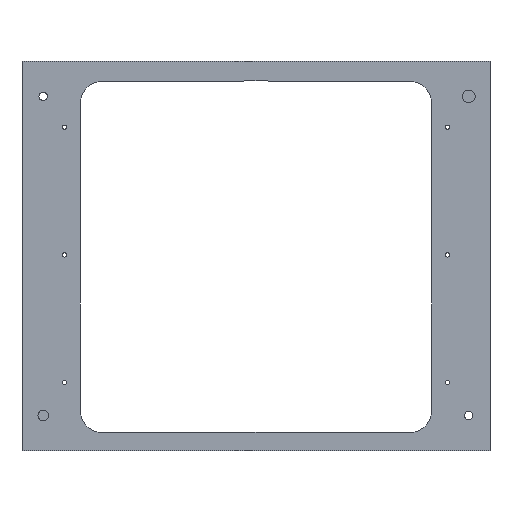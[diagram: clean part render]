
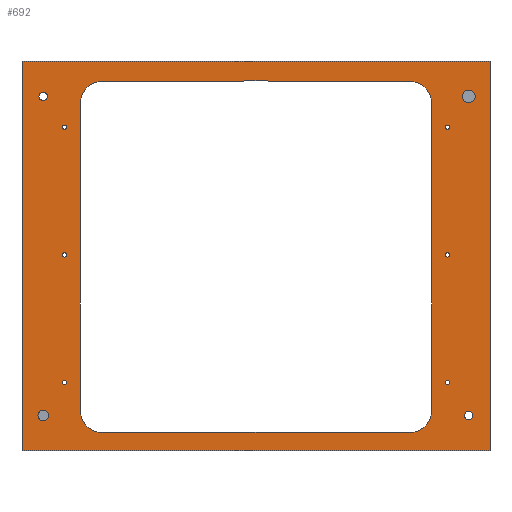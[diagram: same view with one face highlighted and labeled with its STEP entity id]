
A CAD part, front view. The second image highlights one B-rep face of the part: STEP entity #692.
In plain terms, the highlighted planar face has unit normal (0, -1, 0).
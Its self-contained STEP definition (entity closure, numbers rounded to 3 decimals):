
#19=FACE_BOUND('',#110,.T.);
#20=FACE_BOUND('',#111,.T.);
#21=FACE_BOUND('',#112,.T.);
#22=FACE_BOUND('',#113,.T.);
#23=FACE_BOUND('',#114,.T.);
#24=FACE_BOUND('',#115,.T.);
#25=FACE_BOUND('',#116,.T.);
#26=FACE_BOUND('',#117,.T.);
#27=FACE_BOUND('',#118,.T.);
#28=FACE_BOUND('',#119,.T.);
#29=FACE_BOUND('',#120,.T.);
#49=PLANE('',#753);
#74=FACE_OUTER_BOUND('',#109,.T.);
#109=EDGE_LOOP('',(#551,#552,#553,#554));
#110=EDGE_LOOP('',(#555));
#111=EDGE_LOOP('',(#556));
#112=EDGE_LOOP('',(#557));
#113=EDGE_LOOP('',(#558));
#114=EDGE_LOOP('',(#559));
#115=EDGE_LOOP('',(#560));
#116=EDGE_LOOP('',(#561));
#117=EDGE_LOOP('',(#562));
#118=EDGE_LOOP('',(#563));
#119=EDGE_LOOP('',(#564));
#120=EDGE_LOOP('',(#565,#566,#567,#568,#569,#570,#571,#572,#573,#574));
#151=LINE('',#1010,#217);
#153=LINE('',#1016,#219);
#161=LINE('',#1030,#227);
#162=LINE('',#1032,#228);
#172=LINE('',#1053,#238);
#176=LINE('',#1062,#242);
#181=LINE('',#1076,#247);
#188=LINE('',#1099,#254);
#195=LINE('',#1114,#261);
#217=VECTOR('',#808,10.);
#219=VECTOR('',#812,10.);
#227=VECTOR('',#822,10.);
#228=VECTOR('',#825,10.);
#238=VECTOR('',#837,10.);
#242=VECTOR('',#843,10.);
#247=VECTOR('',#856,10.);
#254=VECTOR('',#877,10.);
#261=VECTOR('',#892,10.);
#279=CIRCLE('',#727,3.);
#282=CIRCLE('',#737,10.);
#284=CIRCLE('',#741,10.);
#286=CIRCLE('',#744,10.);
#288=CIRCLE('',#748,10.);
#290=CIRCLE('',#754,2.5);
#291=CIRCLE('',#755,1.);
#292=CIRCLE('',#756,1.);
#293=CIRCLE('',#757,1.);
#294=CIRCLE('',#758,1.);
#295=CIRCLE('',#759,1.);
#296=CIRCLE('',#760,2.);
#297=CIRCLE('',#761,2.);
#298=CIRCLE('',#762,1.);
#299=CIRCLE('',#763,82.5);
#309=VERTEX_POINT('',#997);
#312=VERTEX_POINT('',#1004);
#314=VERTEX_POINT('',#1008);
#315=VERTEX_POINT('',#1012);
#317=VERTEX_POINT('',#1015);
#331=VERTEX_POINT('',#1050);
#332=VERTEX_POINT('',#1052);
#335=VERTEX_POINT('',#1059);
#336=VERTEX_POINT('',#1061);
#340=VERTEX_POINT('',#1071);
#341=VERTEX_POINT('',#1075);
#344=VERTEX_POINT('',#1083);
#347=VERTEX_POINT('',#1090);
#348=VERTEX_POINT('',#1092);
#350=VERTEX_POINT('',#1098);
#355=VERTEX_POINT('',#1122);
#356=VERTEX_POINT('',#1124);
#357=VERTEX_POINT('',#1126);
#358=VERTEX_POINT('',#1128);
#359=VERTEX_POINT('',#1130);
#360=VERTEX_POINT('',#1132);
#361=VERTEX_POINT('',#1134);
#362=VERTEX_POINT('',#1136);
#363=VERTEX_POINT('',#1138);
#373=EDGE_CURVE('',#309,#309,#279,.T.);
#379=EDGE_CURVE('',#312,#314,#151,.T.);
#381=EDGE_CURVE('',#317,#315,#153,.T.);
#389=EDGE_CURVE('',#314,#317,#161,.T.);
#390=EDGE_CURVE('',#315,#312,#162,.T.);
#400=EDGE_CURVE('',#332,#331,#172,.T.);
#404=EDGE_CURVE('',#336,#335,#176,.T.);
#409=EDGE_CURVE('',#340,#332,#282,.T.);
#411=EDGE_CURVE('',#341,#340,#181,.T.);
#415=EDGE_CURVE('',#344,#341,#284,.T.);
#419=EDGE_CURVE('',#348,#347,#286,.T.);
#422=EDGE_CURVE('',#350,#348,#188,.T.);
#425=EDGE_CURVE('',#335,#350,#288,.T.);
#431=EDGE_CURVE('',#347,#344,#195,.T.);
#436=EDGE_CURVE('',#355,#355,#290,.T.);
#437=EDGE_CURVE('',#356,#356,#291,.T.);
#438=EDGE_CURVE('',#357,#357,#292,.T.);
#439=EDGE_CURVE('',#358,#358,#293,.T.);
#440=EDGE_CURVE('',#359,#359,#294,.T.);
#441=EDGE_CURVE('',#360,#360,#295,.T.);
#442=EDGE_CURVE('',#361,#361,#296,.T.);
#443=EDGE_CURVE('',#362,#362,#297,.T.);
#444=EDGE_CURVE('',#363,#363,#298,.T.);
#445=EDGE_CURVE('',#331,#336,#299,.T.);
#551=ORIENTED_EDGE('',*,*,#379,.T.);
#552=ORIENTED_EDGE('',*,*,#389,.T.);
#553=ORIENTED_EDGE('',*,*,#381,.T.);
#554=ORIENTED_EDGE('',*,*,#390,.T.);
#555=ORIENTED_EDGE('',*,*,#436,.T.);
#556=ORIENTED_EDGE('',*,*,#373,.T.);
#557=ORIENTED_EDGE('',*,*,#437,.T.);
#558=ORIENTED_EDGE('',*,*,#438,.T.);
#559=ORIENTED_EDGE('',*,*,#439,.T.);
#560=ORIENTED_EDGE('',*,*,#440,.T.);
#561=ORIENTED_EDGE('',*,*,#441,.T.);
#562=ORIENTED_EDGE('',*,*,#442,.T.);
#563=ORIENTED_EDGE('',*,*,#443,.T.);
#564=ORIENTED_EDGE('',*,*,#444,.T.);
#565=ORIENTED_EDGE('',*,*,#404,.T.);
#566=ORIENTED_EDGE('',*,*,#425,.T.);
#567=ORIENTED_EDGE('',*,*,#422,.T.);
#568=ORIENTED_EDGE('',*,*,#419,.T.);
#569=ORIENTED_EDGE('',*,*,#431,.T.);
#570=ORIENTED_EDGE('',*,*,#415,.T.);
#571=ORIENTED_EDGE('',*,*,#411,.T.);
#572=ORIENTED_EDGE('',*,*,#409,.T.);
#573=ORIENTED_EDGE('',*,*,#400,.T.);
#574=ORIENTED_EDGE('',*,*,#445,.T.);
#692=ADVANCED_FACE('',(#74,#19,#20,#21,#22,#23,#24,#25,#26,#27,#28,#29),
#49,.T.);
#727=AXIS2_PLACEMENT_3D('',#998,#798,#799);
#737=AXIS2_PLACEMENT_3D('',#1072,#851,#852);
#741=AXIS2_PLACEMENT_3D('',#1084,#863,#864);
#744=AXIS2_PLACEMENT_3D('',#1093,#871,#872);
#748=AXIS2_PLACEMENT_3D('',#1103,#883,#884);
#753=AXIS2_PLACEMENT_3D('',#1121,#902,#903);
#754=AXIS2_PLACEMENT_3D('',#1123,#904,#905);
#755=AXIS2_PLACEMENT_3D('',#1125,#906,#907);
#756=AXIS2_PLACEMENT_3D('',#1127,#908,#909);
#757=AXIS2_PLACEMENT_3D('',#1129,#910,#911);
#758=AXIS2_PLACEMENT_3D('',#1131,#912,#913);
#759=AXIS2_PLACEMENT_3D('',#1133,#914,#915);
#760=AXIS2_PLACEMENT_3D('',#1135,#916,#917);
#761=AXIS2_PLACEMENT_3D('',#1137,#918,#919);
#762=AXIS2_PLACEMENT_3D('',#1139,#920,#921);
#763=AXIS2_PLACEMENT_3D('',#1140,#922,#923);
#798=DIRECTION('center_axis',(0.,1.,0.));
#799=DIRECTION('ref_axis',(1.,0.,0.));
#808=DIRECTION('',(0.,0.,-1.));
#812=DIRECTION('',(0.,0.,1.));
#822=DIRECTION('',(1.,0.,0.));
#825=DIRECTION('',(-1.,0.,0.));
#837=DIRECTION('',(1.,0.,0.));
#843=DIRECTION('',(1.,0.,0.));
#851=DIRECTION('center_axis',(0.,1.,0.));
#852=DIRECTION('ref_axis',(0.,0.,1.));
#856=DIRECTION('',(0.,0.,1.));
#863=DIRECTION('center_axis',(0.,1.,0.));
#864=DIRECTION('ref_axis',(-1.,0.,0.));
#871=DIRECTION('center_axis',(0.,1.,0.));
#872=DIRECTION('ref_axis',(0.,0.,-1.));
#877=DIRECTION('',(0.,0.,-1.));
#883=DIRECTION('center_axis',(0.,1.,0.));
#884=DIRECTION('ref_axis',(1.,0.,0.));
#892=DIRECTION('',(-1.,0.,0.));
#902=DIRECTION('center_axis',(0.,-1.,0.));
#903=DIRECTION('ref_axis',(0.,0.,-1.));
#904=DIRECTION('center_axis',(0.,1.,0.));
#905=DIRECTION('ref_axis',(-1.,0.,0.));
#906=DIRECTION('center_axis',(0.,1.,0.));
#907=DIRECTION('ref_axis',(-1.,0.,0.));
#908=DIRECTION('center_axis',(0.,1.,0.));
#909=DIRECTION('ref_axis',(-1.,0.,0.));
#910=DIRECTION('center_axis',(0.,1.,0.));
#911=DIRECTION('ref_axis',(-1.,0.,0.));
#912=DIRECTION('center_axis',(0.,1.,0.));
#913=DIRECTION('ref_axis',(-1.,0.,0.));
#914=DIRECTION('center_axis',(0.,1.,0.));
#915=DIRECTION('ref_axis',(-1.,0.,0.));
#916=DIRECTION('center_axis',(0.,1.,0.));
#917=DIRECTION('ref_axis',(1.,0.,0.));
#918=DIRECTION('center_axis',(0.,1.,0.));
#919=DIRECTION('ref_axis',(1.,0.,0.));
#920=DIRECTION('center_axis',(0.,1.,0.));
#921=DIRECTION('ref_axis',(1.,0.,0.));
#922=DIRECTION('center_axis',(0.,1.,0.));
#923=DIRECTION('ref_axis',(-1.,0.,0.));
#997=CARTESIAN_POINT('',(-185.694,-41.,90.601));
#998=CARTESIAN_POINT('Origin',(-182.694,-41.,90.601));
#1004=CARTESIAN_POINT('',(-392.694,-41.,107.101));
#1008=CARTESIAN_POINT('',(-392.694,-41.,-75.899));
#1010=CARTESIAN_POINT('',(-392.694,-41.,63.515));
#1012=CARTESIAN_POINT('',(-172.694,-41.,107.101));
#1015=CARTESIAN_POINT('',(-172.694,-41.,-75.899));
#1016=CARTESIAN_POINT('',(-172.694,-41.,-30.149));
#1030=CARTESIAN_POINT('',(-167.694,-41.,-75.899));
#1032=CARTESIAN_POINT('',(-397.694,-41.,107.101));
#1050=CARTESIAN_POINT('',(-291.182,-41.,97.664));
#1052=CARTESIAN_POINT('',(-355.194,-41.,97.664));
#1053=CARTESIAN_POINT('',(-318.944,-41.,97.664));
#1059=CARTESIAN_POINT('',(-210.194,-41.,97.664));
#1061=CARTESIAN_POINT('',(-274.206,-41.,97.664));
#1062=CARTESIAN_POINT('',(-318.944,-41.,97.664));
#1071=CARTESIAN_POINT('',(-365.194,-41.,87.664));
#1072=CARTESIAN_POINT('Origin',(-355.194,-41.,87.664));
#1075=CARTESIAN_POINT('',(-365.194,-41.,-57.336));
#1076=CARTESIAN_POINT('',(-365.194,-41.,-20.868));
#1083=CARTESIAN_POINT('',(-355.194,-41.,-67.336));
#1084=CARTESIAN_POINT('Origin',(-355.194,-41.,-57.336));
#1090=CARTESIAN_POINT('',(-210.194,-41.,-67.336));
#1092=CARTESIAN_POINT('',(-200.194,-41.,-57.336));
#1093=CARTESIAN_POINT('Origin',(-210.194,-41.,-57.336));
#1098=CARTESIAN_POINT('',(-200.194,-41.,87.664));
#1099=CARTESIAN_POINT('',(-200.194,-41.,51.632));
#1103=CARTESIAN_POINT('Origin',(-210.194,-41.,87.664));
#1114=CARTESIAN_POINT('',(-246.444,-41.,-67.336));
#1121=CARTESIAN_POINT('Origin',(-282.694,-41.,15.601));
#1122=CARTESIAN_POINT('',(-385.194,-41.,-59.399));
#1123=CARTESIAN_POINT('Origin',(-382.694,-41.,-59.399));
#1124=CARTESIAN_POINT('',(-371.694,-41.,16.101));
#1125=CARTESIAN_POINT('Origin',(-372.694,-41.,16.101));
#1126=CARTESIAN_POINT('',(-191.694,-41.,-43.899));
#1127=CARTESIAN_POINT('Origin',(-192.694,-41.,-43.899));
#1128=CARTESIAN_POINT('',(-191.694,-41.,16.101));
#1129=CARTESIAN_POINT('Origin',(-192.694,-41.,16.101));
#1130=CARTESIAN_POINT('',(-371.694,-41.,76.101));
#1131=CARTESIAN_POINT('Origin',(-372.694,-41.,76.101));
#1132=CARTESIAN_POINT('',(-191.694,-41.,76.101));
#1133=CARTESIAN_POINT('Origin',(-192.694,-41.,76.101));
#1134=CARTESIAN_POINT('',(-184.694,-41.,-59.399));
#1135=CARTESIAN_POINT('Origin',(-182.694,-41.,-59.399));
#1136=CARTESIAN_POINT('',(-384.721,-41.,90.669));
#1137=CARTESIAN_POINT('Origin',(-382.721,-41.,90.669));
#1138=CARTESIAN_POINT('',(-373.694,-41.,-43.899));
#1139=CARTESIAN_POINT('Origin',(-372.694,-41.,-43.899));
#1140=CARTESIAN_POINT('Origin',(-282.694,-41.,15.601));
